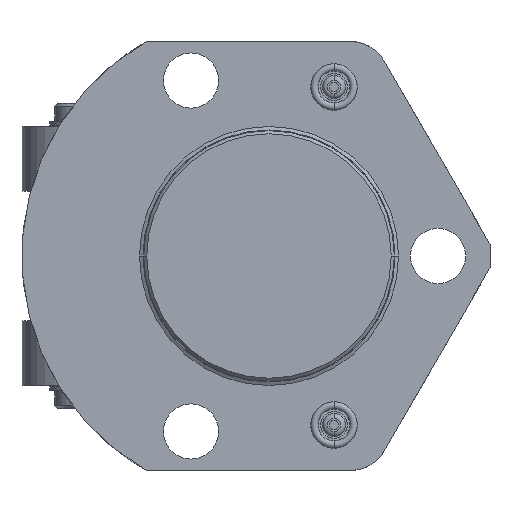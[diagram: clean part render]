
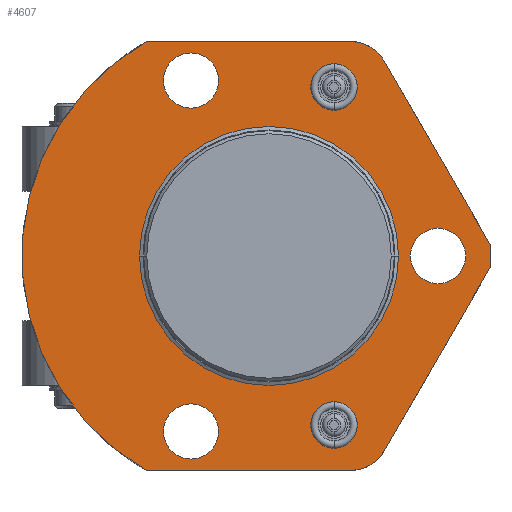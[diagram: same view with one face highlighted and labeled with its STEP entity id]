
A CAD part, front view. The second image highlights one B-rep face of the part: STEP entity #4607.
In plain terms, the highlighted planar face has unit normal (0, -1, 0).
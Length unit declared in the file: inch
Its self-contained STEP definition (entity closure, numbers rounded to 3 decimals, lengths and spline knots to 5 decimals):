
#194=CARTESIAN_POINT('',(0.,0.,0.));
#195=DIRECTION('',(0.,-1.,0.));
#196=DIRECTION('',(-0.496,0.,0.868));
#197=AXIS2_PLACEMENT_3D('',#194,#195,#196);
#358=CARTESIAN_POINT('',(0.,0.,0.));
#359=DIRECTION('',(0.,1.,0.));
#360=DIRECTION('',(1.,0.,0.));
#361=AXIS2_PLACEMENT_3D('',#358,#359,#360);
#363=CARTESIAN_POINT('',(0.,0.,0.));
#364=DIRECTION('',(0.,1.,0.));
#365=DIRECTION('',(-1.,0.,0.));
#366=AXIS2_PLACEMENT_3D('',#363,#364,#365);
#368=CARTESIAN_POINT('',(1.625,0.,0.));
#369=DIRECTION('',(0.,-1.,0.));
#370=DIRECTION('',(1.,0.,0.));
#371=AXIS2_PLACEMENT_3D('',#368,#369,#370);
#373=CARTESIAN_POINT('',(1.625,0.,0.));
#374=DIRECTION('',(0.,-1.,0.));
#375=DIRECTION('',(-1.,0.,0.));
#376=AXIS2_PLACEMENT_3D('',#373,#374,#375);
#378=CARTESIAN_POINT('',(-0.75,0.,1.687));
#379=DIRECTION('',(0.,-1.,0.));
#380=DIRECTION('',(1.,0.,0.));
#381=AXIS2_PLACEMENT_3D('',#378,#379,#380);
#383=CARTESIAN_POINT('',(-0.75,0.,1.687));
#384=DIRECTION('',(0.,-1.,0.));
#385=DIRECTION('',(-1.,0.,0.));
#386=AXIS2_PLACEMENT_3D('',#383,#384,#385);
#388=CARTESIAN_POINT('',(-0.75,0.,-1.687));
#389=DIRECTION('',(0.,-1.,0.));
#390=DIRECTION('',(1.,0.,0.));
#391=AXIS2_PLACEMENT_3D('',#388,#389,#390);
#393=CARTESIAN_POINT('',(-0.75,0.,-1.687));
#394=DIRECTION('',(0.,-1.,0.));
#395=DIRECTION('',(-1.,0.,0.));
#396=AXIS2_PLACEMENT_3D('',#393,#394,#395);
#398=CARTESIAN_POINT('',(0.625,0.,-1.625));
#399=DIRECTION('',(0.,-1.,0.));
#400=DIRECTION('',(-1.,0.,0.));
#401=AXIS2_PLACEMENT_3D('',#398,#399,#400);
#403=CARTESIAN_POINT('',(0.625,0.,-1.625));
#404=DIRECTION('',(0.,-1.,0.));
#405=DIRECTION('',(1.,0.,0.));
#406=AXIS2_PLACEMENT_3D('',#403,#404,#405);
#408=CARTESIAN_POINT('',(0.625,0.,1.625));
#409=DIRECTION('',(0.,-1.,0.));
#410=DIRECTION('',(-1.,0.,0.));
#411=AXIS2_PLACEMENT_3D('',#408,#409,#410);
#413=CARTESIAN_POINT('',(0.625,0.,1.625));
#414=DIRECTION('',(0.,-1.,0.));
#415=DIRECTION('',(1.,0.,0.));
#416=AXIS2_PLACEMENT_3D('',#413,#414,#415);
#418=DIRECTION('',(-0.5,0.,0.866));
#419=VECTOR('',#418,2.03061);
#420=CARTESIAN_POINT('',(2.125,0.,0.11394));
#421=LINE('',#420,#419);
#422=DIRECTION('',(0.,0.,1.));
#423=VECTOR('',#422,0.22789);
#424=CARTESIAN_POINT('',(2.125,0.,-0.11394));
#425=LINE('',#424,#423);
#426=DIRECTION('',(0.5,0.,0.866));
#427=VECTOR('',#426,2.03061);
#428=CARTESIAN_POINT('',(1.1097,0.,-1.8725));
#429=LINE('',#428,#427);
#430=DIRECTION('',(1.,0.,0.));
#431=VECTOR('',#430,1.9582);
#432=CARTESIAN_POINT('',(-1.17759,0.,-2.0625));
#433=LINE('',#432,#431);
#434=DIRECTION('',(1.,0.,0.));
#435=VECTOR('',#434,1.9582);
#436=CARTESIAN_POINT('',(-1.17759,0.,2.0625));
#437=LINE('',#436,#435);
#813=CARTESIAN_POINT('',(0.78061,0.,-1.6825));
#814=DIRECTION('',(0.,-1.,0.));
#815=DIRECTION('',(0.,0.,-1.));
#816=AXIS2_PLACEMENT_3D('',#813,#814,#815);
#1062=CARTESIAN_POINT('',(0.78061,0.,1.6825));
#1063=DIRECTION('',(0.,-1.,0.));
#1064=DIRECTION('',(0.866,0.,0.5));
#1065=AXIS2_PLACEMENT_3D('',#1062,#1063,#1064);
#3399=CARTESIAN_POINT('',(-1.17759,0.,2.0625));
#3400=CARTESIAN_POINT('',(-1.17759,0.,-2.0625));
#3401=VERTEX_POINT('',#3399);
#3402=VERTEX_POINT('',#3400);
#3403=CARTESIAN_POINT('',(2.125,0.,-0.11394));
#3404=CARTESIAN_POINT('',(2.125,0.,0.11394));
#3405=VERTEX_POINT('',#3403);
#3406=VERTEX_POINT('',#3404);
#3407=CARTESIAN_POINT('',(1.8905,0.,0.));
#3408=CARTESIAN_POINT('',(1.3595,0.,0.));
#3409=VERTEX_POINT('',#3407);
#3410=VERTEX_POINT('',#3408);
#3423=CARTESIAN_POINT('',(-0.4845,0.,-1.687));
#3424=CARTESIAN_POINT('',(-1.0155,0.,-1.687));
#3425=VERTEX_POINT('',#3423);
#3426=VERTEX_POINT('',#3424);
#3431=CARTESIAN_POINT('',(-0.4845,0.,1.687));
#3432=CARTESIAN_POINT('',(-1.0155,0.,1.687));
#3433=VERTEX_POINT('',#3431);
#3434=VERTEX_POINT('',#3432);
#3503=CARTESIAN_POINT('',(0.40175,0.,-1.625));
#3504=CARTESIAN_POINT('',(0.84825,0.,-1.625));
#3505=VERTEX_POINT('',#3503);
#3506=VERTEX_POINT('',#3504);
#3519=CARTESIAN_POINT('',(0.40175,0.,1.625));
#3520=CARTESIAN_POINT('',(0.84825,0.,1.625));
#3521=VERTEX_POINT('',#3519);
#3522=VERTEX_POINT('',#3520);
#3523=CARTESIAN_POINT('',(0.78061,0.,2.0625));
#3525=VERTEX_POINT('',#3523);
#3528=CARTESIAN_POINT('',(1.1097,0.,1.8725));
#3529=VERTEX_POINT('',#3528);
#3530=CARTESIAN_POINT('',(1.1097,0.,-1.8725));
#3532=VERTEX_POINT('',#3530);
#3535=CARTESIAN_POINT('',(0.78061,0.,-2.0625));
#3536=VERTEX_POINT('',#3535);
#3541=CARTESIAN_POINT('',(1.205,0.,0.));
#3542=CARTESIAN_POINT('',(-1.205,0.,0.));
#3543=VERTEX_POINT('',#3541);
#3544=VERTEX_POINT('',#3542);
#4551=CARTESIAN_POINT('',(0.,0.,0.));
#4552=DIRECTION('',(0.,-1.,0.));
#4553=DIRECTION('',(1.,0.,0.));
#4554=AXIS2_PLACEMENT_3D('',#4551,#4552,#4553);
#4555=PLANE('',#4554);
#4557=ORIENTED_EDGE('',*,*,#4556,.F.);
#4559=ORIENTED_EDGE('',*,*,#4558,.F.);
#4561=ORIENTED_EDGE('',*,*,#4560,.F.);
#4563=ORIENTED_EDGE('',*,*,#4562,.F.);
#4565=ORIENTED_EDGE('',*,*,#4564,.F.);
#4567=ORIENTED_EDGE('',*,*,#4566,.F.);
#4568=ORIENTED_EDGE('',*,*,#4369,.F.);
#4570=ORIENTED_EDGE('',*,*,#4569,.T.);
#4571=EDGE_LOOP('',(#4557,#4559,#4561,#4563,#4565,#4567,#4568,#4570));
#4572=FACE_OUTER_BOUND('',#4571,.F.);
#4574=ORIENTED_EDGE('',*,*,#4573,.F.);
#4576=ORIENTED_EDGE('',*,*,#4575,.F.);
#4577=EDGE_LOOP('',(#4574,#4576));
#4578=FACE_BOUND('',#4577,.F.);
#4580=ORIENTED_EDGE('',*,*,#4579,.T.);
#4582=ORIENTED_EDGE('',*,*,#4581,.T.);
#4583=EDGE_LOOP('',(#4580,#4582));
#4584=FACE_BOUND('',#4583,.F.);
#4585=ORIENTED_EDGE('',*,*,#4533,.T.);
#4586=ORIENTED_EDGE('',*,*,#4544,.T.);
#4587=EDGE_LOOP('',(#4585,#4586));
#4588=FACE_BOUND('',#4587,.F.);
#4590=ORIENTED_EDGE('',*,*,#4589,.T.);
#4592=ORIENTED_EDGE('',*,*,#4591,.T.);
#4593=EDGE_LOOP('',(#4590,#4592));
#4594=FACE_BOUND('',#4593,.F.);
#4596=ORIENTED_EDGE('',*,*,#4595,.T.);
#4598=ORIENTED_EDGE('',*,*,#4597,.T.);
#4599=EDGE_LOOP('',(#4596,#4598));
#4600=FACE_BOUND('',#4599,.F.);
#4602=ORIENTED_EDGE('',*,*,#4601,.T.);
#4604=ORIENTED_EDGE('',*,*,#4603,.T.);
#4605=EDGE_LOOP('',(#4602,#4604));
#4606=FACE_BOUND('',#4605,.F.);
#4607=ADVANCED_FACE('',(#4572,#4578,#4584,#4588,#4594,#4600,#4606),#4555,.T.);
#198=CIRCLE('',#197,2.375);
#362=CIRCLE('',#361,1.205);
#367=CIRCLE('',#366,1.205);
#372=CIRCLE('',#371,0.2655);
#377=CIRCLE('',#376,0.2655);
#382=CIRCLE('',#381,0.2655);
#387=CIRCLE('',#386,0.2655);
#392=CIRCLE('',#391,0.2655);
#397=CIRCLE('',#396,0.2655);
#402=CIRCLE('',#401,0.22325);
#407=CIRCLE('',#406,0.22325);
#412=CIRCLE('',#411,0.22325);
#417=CIRCLE('',#416,0.22325);
#817=CIRCLE('',#816,0.38);
#1066=CIRCLE('',#1065,0.38);
#4369=EDGE_CURVE('',#3401,#3402,#198,.T.);
#4533=EDGE_CURVE('',#3433,#3434,#382,.T.);
#4544=EDGE_CURVE('',#3434,#3433,#387,.T.);
#4556=EDGE_CURVE('',#3529,#3525,#1066,.T.);
#4558=EDGE_CURVE('',#3406,#3529,#421,.T.);
#4560=EDGE_CURVE('',#3405,#3406,#425,.T.);
#4562=EDGE_CURVE('',#3532,#3405,#429,.T.);
#4564=EDGE_CURVE('',#3536,#3532,#817,.T.);
#4566=EDGE_CURVE('',#3402,#3536,#433,.T.);
#4569=EDGE_CURVE('',#3401,#3525,#437,.T.);
#4573=EDGE_CURVE('',#3543,#3544,#362,.T.);
#4575=EDGE_CURVE('',#3544,#3543,#367,.T.);
#4579=EDGE_CURVE('',#3409,#3410,#372,.T.);
#4581=EDGE_CURVE('',#3410,#3409,#377,.T.);
#4589=EDGE_CURVE('',#3425,#3426,#392,.T.);
#4591=EDGE_CURVE('',#3426,#3425,#397,.T.);
#4595=EDGE_CURVE('',#3505,#3506,#402,.T.);
#4597=EDGE_CURVE('',#3506,#3505,#407,.T.);
#4601=EDGE_CURVE('',#3521,#3522,#412,.T.);
#4603=EDGE_CURVE('',#3522,#3521,#417,.T.);
